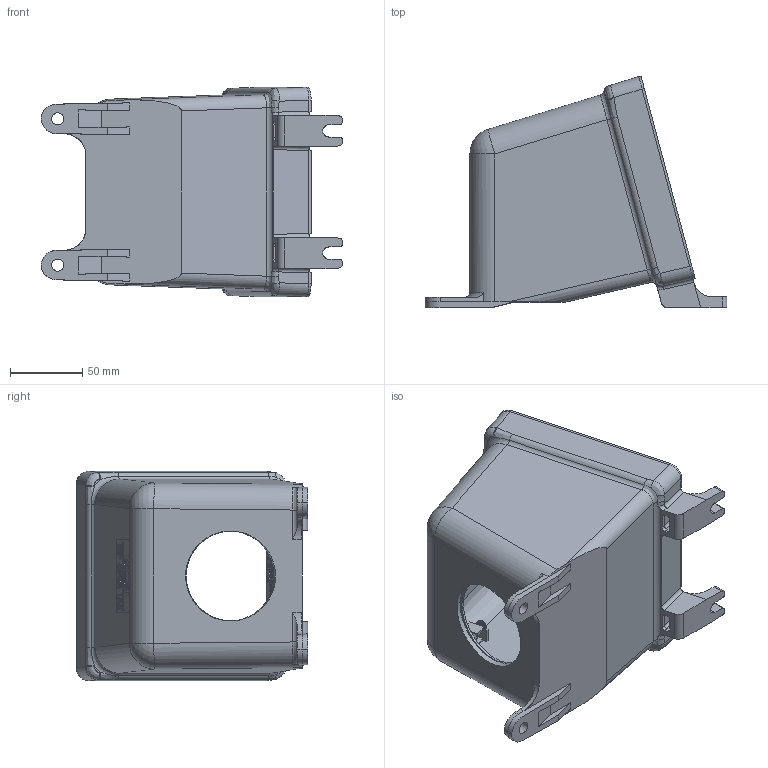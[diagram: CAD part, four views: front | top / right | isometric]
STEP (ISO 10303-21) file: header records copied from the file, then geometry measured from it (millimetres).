
FILE_DESCRIPTION (( 'STEP AP214' ), '1' );
FILE_NAME ('CATSTD-BX100-LEV-M01.STEP', '2022-09-14T18:01:25', ( '' ), ( '' ), 'SwSTEP 2.0', 'SolidWorks 2020', '' );
FILE_SCHEMA (( 'AUTOMOTIVE_DESIGN' ));
Length unit declared in the file: inch
Products named in the file (7): BAB4359-M01; OX76761-M01; OXB4360-M01; OXB8948-M01; OX41505-M01; CATSTD-BX100-LEV-M01; OG76773-M01
Assembly tree (8 placements, depth 2):
  CATSTD-BX100-LEV-M01
    BAB4359-M01
    OXB4360-M01
    OX76761-M01  x2
    OG76773-M01  x2
    OXB8948-M01
    OX41505-M01
Bounding box: 209.04 x 160.42 x 145.03 mm (x, y, z)
Volume: 422460.5 mm3; surface area: 214006.7 mm2
Topology: 8 solids, 8 shells, 2776 faces, 7330 edges, 4806 vertices
Faces by surface type: plane 1672, bspline 774, cylinder 210, cone 52, sphere 36, torus 32
Full cylindrical faces by diameter (mm): 1.397 x2, 7.925 x2, 61.913 x1
Entity records: 129413 total; most frequent: CARTESIAN_POINT 55535, ORIENTED_EDGE 13832, DIRECTION 9085, EDGE_CURVE 6916, LINE 4721, VECTOR 4721, VERTEX_POINT 4566, EDGE_LOOP 2916
